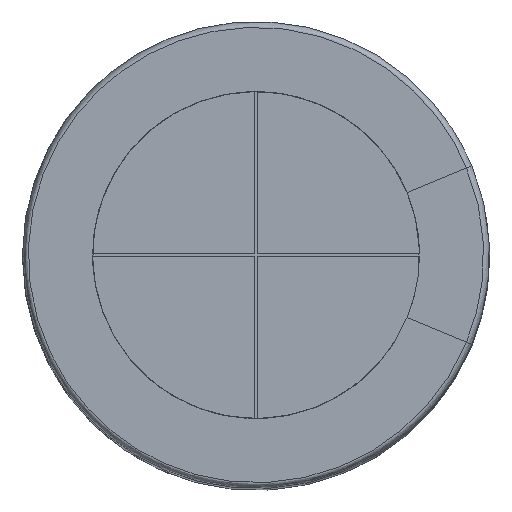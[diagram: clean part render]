
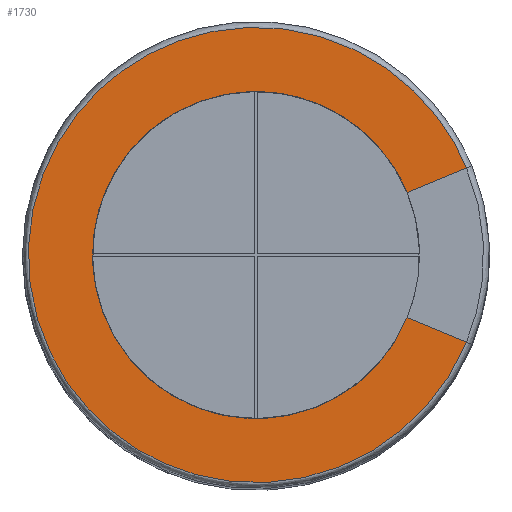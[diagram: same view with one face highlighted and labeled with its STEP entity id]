
A CAD part, top view. The second image highlights one B-rep face of the part: STEP entity #1730.
In plain terms, the highlighted free-form (B-spline) face has degree [1, 1] with [2, 2] control points.
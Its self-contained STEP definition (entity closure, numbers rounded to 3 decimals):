
#1730 = ADVANCED_FACE('',(#1731),#1749,.F.);
#1731 = FACE_BOUND('',#1732,.F.);
#1732 = EDGE_LOOP('',(#1733,#1764,#1778,#1802));
#1733 = ORIENTED_EDGE('',*,*,#1734,.T.);
#1734 = EDGE_CURVE('',#1735,#1737,#1739,.T.);
#1735 = VERTEX_POINT('',#1736);
#1736 = CARTESIAN_POINT('',(10.956,-2.985,36.));
#1737 = VERTEX_POINT('',#1738);
#1738 = CARTESIAN_POINT('',(10.956,2.985,36.));
#1739 = SURFACE_CURVE('',#1740,(#1748),.PCURVE_S1.);
#1740 = ( BOUNDED_CURVE() B_SPLINE_CURVE(2,(#1741,#1742,#1743,#1744,
#1745,#1746,#1747),.UNSPECIFIED.,.F.,.F.) B_SPLINE_CURVE_WITH_KNOTS((3,2
    ,2,3),(0.,1.833,3.665,5.498),
.PIECEWISE_BEZIER_KNOTS.) CURVE() GEOMETRIC_REPRESENTATION_ITEM() 
RATIONAL_B_SPLINE_CURVE((1.,0.609,1.,0.609,1.,
0.609,1.)) REPRESENTATION_ITEM('') );
#1741 = CARTESIAN_POINT('',(10.956,-2.985,36.));
#1742 = CARTESIAN_POINT('',(7.066,-12.376,36.));
#1743 = CARTESIAN_POINT('',(-0.998,-6.188,36.));
#1744 = CARTESIAN_POINT('',(-9.063,0.,36.));
#1745 = CARTESIAN_POINT('',(-0.998,6.188,36.));
#1746 = CARTESIAN_POINT('',(7.066,12.376,36.));
#1747 = CARTESIAN_POINT('',(10.956,2.985,36.));
#1748 = PCURVE('',#1749,#1754);
#1749 = B_SPLINE_SURFACE_WITH_KNOTS('',1,1,(
    (#1750,#1751)
    ,(#1752,#1753
    )),.UNSPECIFIED.,.F.,.F.,.F.,(2,2),(2,2),(-7.8,7.8),(-7.8,7.8),
  .PIECEWISE_BEZIER_KNOTS.);
#1750 = CARTESIAN_POINT('',(-0.471,10.191,36.));
#1751 = CARTESIAN_POINT('',(-6.441,-4.221,36.));
#1752 = CARTESIAN_POINT('',(13.941,4.221,36.));
#1753 = CARTESIAN_POINT('',(7.971,-10.191,36.));
#1754 = DEFINITIONAL_REPRESENTATION('',(#1755),#1763);
#1755 = ( BOUNDED_CURVE() B_SPLINE_CURVE(2,(#1756,#1757,#1758,#1759,
#1760,#1761,#1762),.UNSPECIFIED.,.F.,.F.) B_SPLINE_CURVE_WITH_KNOTS((3,2
    ,2,3),(0.,1.833,3.665,5.498),
.PIECEWISE_BEZIER_KNOTS.) CURVE() GEOMETRIC_REPRESENTATION_ITEM() 
RATIONAL_B_SPLINE_CURVE((1.,0.609,1.,0.609,1.,
0.609,1.)) REPRESENTATION_ITEM('') );
#1756 = CARTESIAN_POINT('',(7.8,0.));
#1757 = CARTESIAN_POINT('',(7.8,10.165));
#1758 = CARTESIAN_POINT('',(-2.019,7.534));
#1759 = CARTESIAN_POINT('',(-11.838,4.903));
#1760 = CARTESIAN_POINT('',(-6.755,-3.9));
#1761 = CARTESIAN_POINT('',(-1.672,-12.703));
#1762 = CARTESIAN_POINT('',(5.515,-5.515));
#1763 = ( GEOMETRIC_REPRESENTATION_CONTEXT(2) 
PARAMETRIC_REPRESENTATION_CONTEXT() REPRESENTATION_CONTEXT('2D SPACE',''
  ) );
#1764 = ORIENTED_EDGE('',*,*,#1765,.T.);
#1765 = EDGE_CURVE('',#1737,#1766,#1768,.T.);
#1766 = VERTEX_POINT('',#1767);
#1767 = CARTESIAN_POINT('',(8.924,2.143,36.));
#1768 = SURFACE_CURVE('',#1769,(#1772),.PCURVE_S1.);
#1769 = B_SPLINE_CURVE_WITH_KNOTS('',1,(#1770,#1771),.UNSPECIFIED.,.F.,
  .F.,(2,2),(0.,2.2),.PIECEWISE_BEZIER_KNOTS.);
#1770 = CARTESIAN_POINT('',(10.956,2.985,36.));
#1771 = CARTESIAN_POINT('',(8.924,2.143,36.));
#1772 = PCURVE('',#1749,#1773);
#1773 = DEFINITIONAL_REPRESENTATION('',(#1774),#1777);
#1774 = B_SPLINE_CURVE_WITH_KNOTS('',1,(#1775,#1776),.UNSPECIFIED.,.F.,
  .F.,(2,2),(0.,2.2),.PIECEWISE_BEZIER_KNOTS.);
#1775 = CARTESIAN_POINT('',(5.515,-5.515));
#1776 = CARTESIAN_POINT('',(3.96,-3.96));
#1777 = ( GEOMETRIC_REPRESENTATION_CONTEXT(2) 
PARAMETRIC_REPRESENTATION_CONTEXT() REPRESENTATION_CONTEXT('2D SPACE',''
  ) );
#1778 = ORIENTED_EDGE('',*,*,#1779,.F.);
#1779 = EDGE_CURVE('',#1780,#1766,#1782,.T.);
#1780 = VERTEX_POINT('',#1781);
#1781 = CARTESIAN_POINT('',(8.924,-2.143,36.));
#1782 = SURFACE_CURVE('',#1783,(#1791),.PCURVE_S1.);
#1783 = ( BOUNDED_CURVE() B_SPLINE_CURVE(2,(#1784,#1785,#1786,#1787,
#1788,#1789,#1790),.UNSPECIFIED.,.F.,.F.) B_SPLINE_CURVE_WITH_KNOTS((3,2
    ,2,3),(0.,1.833,3.665,5.498),
.PIECEWISE_BEZIER_KNOTS.) CURVE() GEOMETRIC_REPRESENTATION_ITEM() 
RATIONAL_B_SPLINE_CURVE((1.,0.609,1.,0.609,1.,
0.609,1.)) REPRESENTATION_ITEM('') );
#1784 = CARTESIAN_POINT('',(8.924,-2.143,36.));
#1785 = CARTESIAN_POINT('',(6.131,-8.886,36.));
#1786 = CARTESIAN_POINT('',(0.341,-4.443,36.));
#1787 = CARTESIAN_POINT('',(-5.449,0.,36.));
#1788 = CARTESIAN_POINT('',(0.341,4.443,36.));
#1789 = CARTESIAN_POINT('',(6.131,8.886,36.));
#1790 = CARTESIAN_POINT('',(8.924,2.143,36.));
#1791 = PCURVE('',#1749,#1792);
#1792 = DEFINITIONAL_REPRESENTATION('',(#1793),#1801);
#1793 = ( BOUNDED_CURVE() B_SPLINE_CURVE(2,(#1794,#1795,#1796,#1797,
#1798,#1799,#1800),.UNSPECIFIED.,.F.,.F.) B_SPLINE_CURVE_WITH_KNOTS((3,2
    ,2,3),(0.,1.833,3.665,5.498),
.PIECEWISE_BEZIER_KNOTS.) CURVE() GEOMETRIC_REPRESENTATION_ITEM() 
RATIONAL_B_SPLINE_CURVE((1.,0.609,1.,0.609,1.,
0.609,1.)) REPRESENTATION_ITEM('') );
#1794 = CARTESIAN_POINT('',(5.6,0.));
#1795 = CARTESIAN_POINT('',(5.6,7.298));
#1796 = CARTESIAN_POINT('',(-1.449,5.409));
#1797 = CARTESIAN_POINT('',(-8.499,3.52));
#1798 = CARTESIAN_POINT('',(-4.85,-2.8));
#1799 = CARTESIAN_POINT('',(-1.201,-9.12));
#1800 = CARTESIAN_POINT('',(3.96,-3.96));
#1801 = ( GEOMETRIC_REPRESENTATION_CONTEXT(2) 
PARAMETRIC_REPRESENTATION_CONTEXT() REPRESENTATION_CONTEXT('2D SPACE',''
  ) );
#1802 = ORIENTED_EDGE('',*,*,#1803,.F.);
#1803 = EDGE_CURVE('',#1735,#1780,#1804,.T.);
#1804 = SURFACE_CURVE('',#1805,(#1808),.PCURVE_S1.);
#1805 = B_SPLINE_CURVE_WITH_KNOTS('',1,(#1806,#1807),.UNSPECIFIED.,.F.,
  .F.,(2,2),(0.,2.2),.PIECEWISE_BEZIER_KNOTS.);
#1806 = CARTESIAN_POINT('',(10.956,-2.985,36.));
#1807 = CARTESIAN_POINT('',(8.924,-2.143,36.));
#1808 = PCURVE('',#1749,#1809);
#1809 = DEFINITIONAL_REPRESENTATION('',(#1810),#1813);
#1810 = B_SPLINE_CURVE_WITH_KNOTS('',1,(#1811,#1812),.UNSPECIFIED.,.F.,
  .F.,(2,2),(0.,2.2),.PIECEWISE_BEZIER_KNOTS.);
#1811 = CARTESIAN_POINT('',(7.8,0.));
#1812 = CARTESIAN_POINT('',(5.6,0.));
#1813 = ( GEOMETRIC_REPRESENTATION_CONTEXT(2) 
PARAMETRIC_REPRESENTATION_CONTEXT() REPRESENTATION_CONTEXT('2D SPACE',''
  ) );
